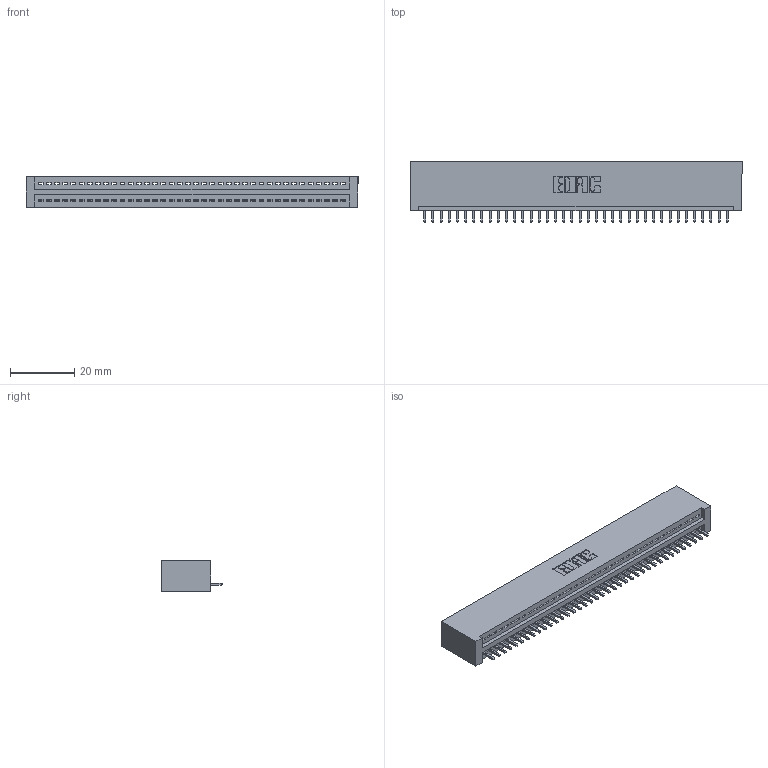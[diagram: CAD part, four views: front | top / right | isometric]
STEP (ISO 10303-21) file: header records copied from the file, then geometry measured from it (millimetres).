
FILE_DESCRIPTION (( 'STEP AP203' ), '1' );
FILE_NAME ('345-038-521-101.STEP', '2018-08-30T05:31:32', ( '' ), ( '' ), 'SwSTEP 2.0', 'SolidWorks 2016', '' );
FILE_SCHEMA (( 'CONFIG_CONTROL_DESIGN' ));
Length unit declared in the file: inch
Products named in the file (3): 345 Part_No Mounting Lugs; 345-038-521-101; 345-292-001_345-293-121
Assembly tree (39 placements, depth 2):
  345-038-521-101
    345 Part_No Mounting Lugs
    345-292-001_345-293-121  x38
Bounding box: 103.12 x 18.72 x 9.4 mm (x, y, z)
Volume: 10238.3 mm3; surface area: 13318.7 mm2
Topology: 39 solids, 39 shells, 2322 faces, 7005 edges, 4618 vertices
Faces by surface type: plane 1596, cylinder 726
Entity records: 28879 total; most frequent: CARTESIAN_POINT 5010, ORIENTED_EDGE 4982, DIRECTION 4375, EDGE_CURVE 2491, LINE 2215, VECTOR 2215, VERTEX_POINT 1658, AXIS2_PLACEMENT_3D 1080
